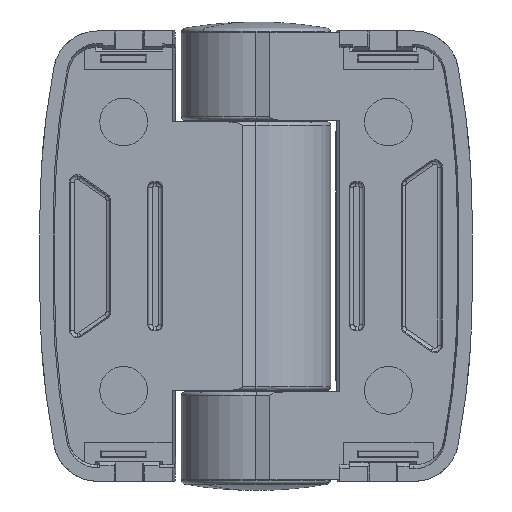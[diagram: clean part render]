
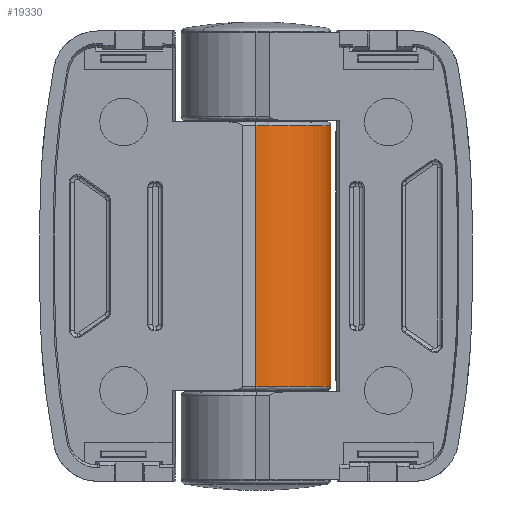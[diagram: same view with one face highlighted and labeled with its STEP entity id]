
A CAD part, front view. The second image highlights one B-rep face of the part: STEP entity #19330.
In plain terms, the highlighted cylindrical face has radius 10 mm (diameter 20 mm), a partial arc.
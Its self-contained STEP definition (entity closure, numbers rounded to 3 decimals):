
#734 = LINE ( 'NONE', #5650, #744 ) ;
#737 = CIRCLE ( 'NONE', #5683, 10. ) ;
#739 = LINE ( 'NONE', #5646, #740 ) ;
#740 = VECTOR ( 'NONE', #5647, 1000. ) ;
#744 = VECTOR ( 'NONE', #5643, 1000. ) ;
#763 = CIRCLE ( 'NONE', #5695, 10. ) ;
#2143 = VERTEX_POINT ( 'NONE', #4100 ) ;
#2345 = VERTEX_POINT ( 'NONE', #4302 ) ;
#4100 = CARTESIAN_POINT ( 'NONE',  ( -10., 0., 17.5 ) ) ;
#4302 = CARTESIAN_POINT ( 'NONE',  ( 0., -10., 17.5 ) ) ;
#4403 = CARTESIAN_POINT ( 'NONE',  ( -10., 0., -17.5 ) ) ;
#4495 = CARTESIAN_POINT ( 'NONE',  ( 0., -10., -17.5 ) ) ;
#5643 = DIRECTION ( 'NONE',  ( 0., 0., -1. ) ) ;
#5646 = CARTESIAN_POINT ( 'NONE',  ( 0., -10., 30. ) ) ;
#5647 = DIRECTION ( 'NONE',  ( 0., 0., -1. ) ) ;
#5650 = CARTESIAN_POINT ( 'NONE',  ( -10., 0., 30. ) ) ;
#5651 = CARTESIAN_POINT ( 'NONE',  ( 0., 0., -17.5 ) ) ;
#5652 = DIRECTION ( 'NONE',  ( 0., 0., 1. ) ) ;
#5653 = DIRECTION ( 'NONE',  ( 1., 0., 0. ) ) ;
#5683 = AXIS2_PLACEMENT_3D ( 'NONE', #5651, #5652, #5653 ) ;
#5695 = AXIS2_PLACEMENT_3D ( 'NONE', #6495, #6496, #6497 ) ;
#6387 = AXIS2_PLACEMENT_3D ( 'NONE', #11167, #11168, #11165 ) ;
#6495 = CARTESIAN_POINT ( 'NONE',  ( 0., 0., 17.5 ) ) ;
#6496 = DIRECTION ( 'NONE',  ( 0., 0., -1. ) ) ;
#6497 = DIRECTION ( 'NONE',  ( -1., 0., 0. ) ) ;
#11165 = DIRECTION ( 'NONE',  ( -1., 0., 0. ) ) ;
#11167 = CARTESIAN_POINT ( 'NONE',  ( 0., 0., 30. ) ) ;
#11168 = DIRECTION ( 'NONE',  ( 0., 0., -1. ) ) ;
#12143 = VERTEX_POINT ( 'NONE', #4403 ) ;
#12235 = VERTEX_POINT ( 'NONE', #4495 ) ;
#12587 = FACE_OUTER_BOUND ( 'NONE', #17533, .T. ) ;
#12589 = CYLINDRICAL_SURFACE ( 'NONE', #6387, 10. ) ;
#16537 = ORIENTED_EDGE ( 'NONE', *, *, #17994, .F. ) ;
#16544 = ORIENTED_EDGE ( 'NONE', *, *, #17998, .T. ) ;
#16547 = ORIENTED_EDGE ( 'NONE', *, *, #18017, .T. ) ;
#16563 = ORIENTED_EDGE ( 'NONE', *, *, #17995, .T. ) ;
#17533 = EDGE_LOOP ( 'NONE', ( #16547, #16544, #16563, #16537 ) ) ;
#17994 = EDGE_CURVE ( 'NONE', #2345, #12235, #739, .T. ) ;
#17995 = EDGE_CURVE ( 'NONE', #12143, #12235, #737, .T. ) ;
#17998 = EDGE_CURVE ( 'NONE', #2143, #12143, #734, .T. ) ;
#18017 = EDGE_CURVE ( 'NONE', #2345, #2143, #763, .T. ) ;
#19330 = ADVANCED_FACE ( 'NONE', ( #12587 ), #12589, .T. ) ;
